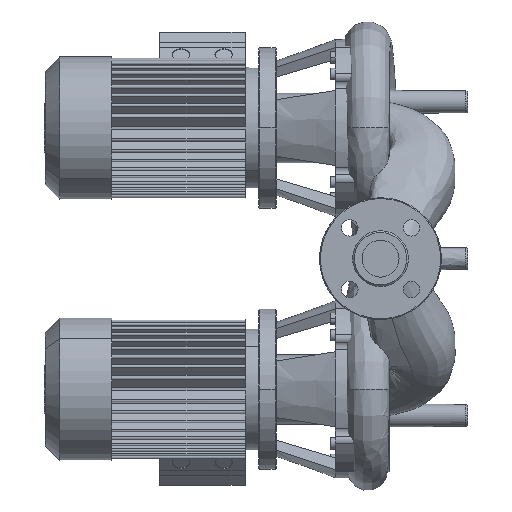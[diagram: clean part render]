
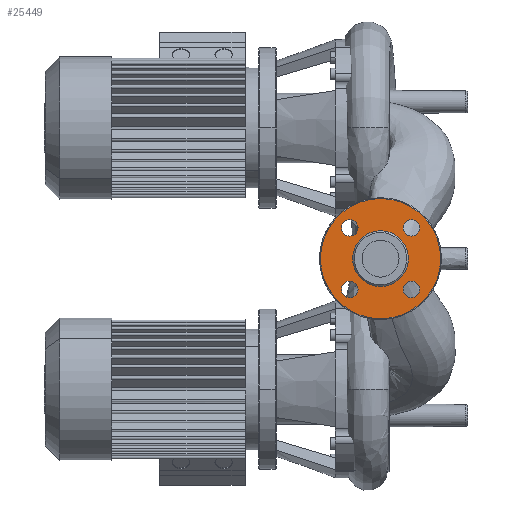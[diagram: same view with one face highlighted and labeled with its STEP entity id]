
A CAD part, left-side view. The second image highlights one B-rep face of the part: STEP entity #25449.
In plain terms, the highlighted planar face has unit normal (-1, 0, 0).
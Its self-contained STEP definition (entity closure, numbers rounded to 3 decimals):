
#25037=CARTESIAN_POINT('',(2.,0.,-69.));
#25038=VERTEX_POINT('',#25037);
#25056=CARTESIAN_POINT('',(2.,0.,69.));
#25057=VERTEX_POINT('',#25056);
#25065=CARTESIAN_POINT('',(2.,0.0,0.0));
#25066=DIRECTION('',(1.0,0.0,0.0));
#25067=DIRECTION('',(0.0,1.0,0.0));
#25068=AXIS2_PLACEMENT_3D('',#25065,#25066,#25067);
#25069=CIRCLE('',#25068,69.);
#25070=EDGE_CURVE('',#25057,#25038,#25069,.T.);
#25080=CARTESIAN_POINT('',(2.,32.,0.));
#25081=VERTEX_POINT('',#25080);
#25090=CARTESIAN_POINT('',(2.,-32.,0.));
#25091=VERTEX_POINT('',#25090);
#25092=CARTESIAN_POINT('',(2.,0.0,0.0));
#25093=DIRECTION('',(1.0,0.0,0.0));
#25094=DIRECTION('',(0.0,1.0,0.0));
#25095=AXIS2_PLACEMENT_3D('',#25092,#25093,#25094);
#25096=CIRCLE('',#25095,32.);
#25097=EDGE_CURVE('',#25091,#25081,#25096,.T.);
#25122=CARTESIAN_POINT('',(2.,35.355,25.855));
#25123=VERTEX_POINT('',#25122);
#25132=CARTESIAN_POINT('',(2.,35.355,44.855));
#25133=VERTEX_POINT('',#25132);
#25134=CARTESIAN_POINT('',(2.,35.355,35.355));
#25135=DIRECTION('',(1.0,0.0,0.0));
#25136=DIRECTION('',(0.0,0.0,-1.0));
#25137=AXIS2_PLACEMENT_3D('',#25134,#25135,#25136);
#25138=CIRCLE('',#25137,9.5);
#25139=EDGE_CURVE('',#25133,#25123,#25138,.T.);
#25164=CARTESIAN_POINT('',(2.,-25.855,35.355));
#25165=VERTEX_POINT('',#25164);
#25174=CARTESIAN_POINT('',(2.,-44.855,35.355));
#25175=VERTEX_POINT('',#25174);
#25176=CARTESIAN_POINT('',(2.,-35.355,35.355));
#25177=DIRECTION('',(1.0,0.0,0.0));
#25178=DIRECTION('',(0.0,1.0,0.0));
#25179=AXIS2_PLACEMENT_3D('',#25176,#25177,#25178);
#25180=CIRCLE('',#25179,9.5);
#25181=EDGE_CURVE('',#25175,#25165,#25180,.T.);
#25206=CARTESIAN_POINT('',(2.,-35.355,-25.855));
#25207=VERTEX_POINT('',#25206);
#25216=CARTESIAN_POINT('',(2.,-35.355,-44.855));
#25217=VERTEX_POINT('',#25216);
#25218=CARTESIAN_POINT('',(2.,-35.355,-35.355));
#25219=DIRECTION('',(1.0,0.0,0.0));
#25220=DIRECTION('',(0.0,0.0,1.0));
#25221=AXIS2_PLACEMENT_3D('',#25218,#25219,#25220);
#25222=CIRCLE('',#25221,9.5);
#25223=EDGE_CURVE('',#25217,#25207,#25222,.T.);
#25248=CARTESIAN_POINT('',(2.,25.855,-35.355));
#25249=VERTEX_POINT('',#25248);
#25258=CARTESIAN_POINT('',(2.,44.855,-35.355));
#25259=VERTEX_POINT('',#25258);
#25260=CARTESIAN_POINT('',(2.,35.355,-35.355));
#25261=DIRECTION('',(1.0,0.0,0.0));
#25262=DIRECTION('',(0.0,-1.0,0.0));
#25263=AXIS2_PLACEMENT_3D('',#25260,#25261,#25262);
#25264=CIRCLE('',#25263,9.5);
#25265=EDGE_CURVE('',#25259,#25249,#25264,.T.);
#25299=CARTESIAN_POINT('',(2.,35.355,-35.355));
#25300=DIRECTION('',(1.0,0.0,0.0));
#25301=DIRECTION('',(0.0,-1.0,0.0));
#25302=AXIS2_PLACEMENT_3D('',#25299,#25300,#25301);
#25303=CIRCLE('',#25302,9.5);
#25304=EDGE_CURVE('',#25249,#25259,#25303,.T.);
#25323=CARTESIAN_POINT('',(2.,-35.355,-35.355));
#25324=DIRECTION('',(1.0,0.0,0.0));
#25325=DIRECTION('',(0.0,0.0,1.0));
#25326=AXIS2_PLACEMENT_3D('',#25323,#25324,#25325);
#25327=CIRCLE('',#25326,9.5);
#25328=EDGE_CURVE('',#25207,#25217,#25327,.T.);
#25347=CARTESIAN_POINT('',(2.,-35.355,35.355));
#25348=DIRECTION('',(1.0,0.0,0.0));
#25349=DIRECTION('',(0.0,1.0,0.0));
#25350=AXIS2_PLACEMENT_3D('',#25347,#25348,#25349);
#25351=CIRCLE('',#25350,9.5);
#25352=EDGE_CURVE('',#25165,#25175,#25351,.T.);
#25371=CARTESIAN_POINT('',(2.,35.355,35.355));
#25372=DIRECTION('',(1.0,0.0,0.0));
#25373=DIRECTION('',(0.0,0.0,-1.0));
#25374=AXIS2_PLACEMENT_3D('',#25371,#25372,#25373);
#25375=CIRCLE('',#25374,9.5);
#25376=EDGE_CURVE('',#25123,#25133,#25375,.T.);
#25395=CARTESIAN_POINT('',(2.,0.0,0.0));
#25396=DIRECTION('',(1.0,0.0,0.0));
#25397=DIRECTION('',(0.0,1.0,0.0));
#25398=AXIS2_PLACEMENT_3D('',#25395,#25396,#25397);
#25399=CIRCLE('',#25398,32.);
#25400=EDGE_CURVE('',#25081,#25091,#25399,.T.);
#25405=CARTESIAN_POINT('',(2.,50.5,0.));
#25406=DIRECTION('',(-1.0,0.0,0.0));
#25407=DIRECTION('',(0.0,0.0,1.0));
#25408=AXIS2_PLACEMENT_3D('',#25405,#25406,#25407);
#25409=PLANE('',#25408);
#25410=CARTESIAN_POINT('',(2.,69.,0.));
#25411=VERTEX_POINT('',#25410);
#25412=CARTESIAN_POINT('',(2.,0.0,0.0));
#25413=DIRECTION('',(1.0,0.0,0.0));
#25414=DIRECTION('',(0.0,1.0,0.0));
#25415=AXIS2_PLACEMENT_3D('',#25412,#25413,#25414);
#25416=CIRCLE('',#25415,69.);
#25417=EDGE_CURVE('',#25411,#25057,#25416,.T.);
#25418=ORIENTED_EDGE('',*,*,#25417,.F.);
#25419=CARTESIAN_POINT('',(2.,0.0,0.0));
#25420=DIRECTION('',(1.0,0.0,0.0));
#25421=DIRECTION('',(0.0,1.0,0.0));
#25422=AXIS2_PLACEMENT_3D('',#25419,#25420,#25421);
#25423=CIRCLE('',#25422,69.);
#25424=EDGE_CURVE('',#25038,#25411,#25423,.T.);
#25425=ORIENTED_EDGE('',*,*,#25424,.F.);
#25426=ORIENTED_EDGE('',*,*,#25070,.F.);
#25427=EDGE_LOOP('',(#25418,#25425,#25426));
#25428=FACE_OUTER_BOUND('',#25427,.T.);
#25429=ORIENTED_EDGE('',*,*,#25265,.T.);
#25430=ORIENTED_EDGE('',*,*,#25304,.T.);
#25431=EDGE_LOOP('',(#25429,#25430));
#25432=FACE_BOUND('',#25431,.T.);
#25433=ORIENTED_EDGE('',*,*,#25223,.T.);
#25434=ORIENTED_EDGE('',*,*,#25328,.T.);
#25435=EDGE_LOOP('',(#25433,#25434));
#25436=FACE_BOUND('',#25435,.T.);
#25437=ORIENTED_EDGE('',*,*,#25181,.T.);
#25438=ORIENTED_EDGE('',*,*,#25352,.T.);
#25439=EDGE_LOOP('',(#25437,#25438));
#25440=FACE_BOUND('',#25439,.T.);
#25441=ORIENTED_EDGE('',*,*,#25139,.T.);
#25442=ORIENTED_EDGE('',*,*,#25376,.T.);
#25443=EDGE_LOOP('',(#25441,#25442));
#25444=FACE_BOUND('',#25443,.T.);
#25445=ORIENTED_EDGE('',*,*,#25400,.T.);
#25446=ORIENTED_EDGE('',*,*,#25097,.T.);
#25447=EDGE_LOOP('',(#25445,#25446));
#25448=FACE_BOUND('',#25447,.T.);
#25449=ADVANCED_FACE('',(#25428,#25432,#25436,#25440,#25444,#25448),#25409,.T.);
